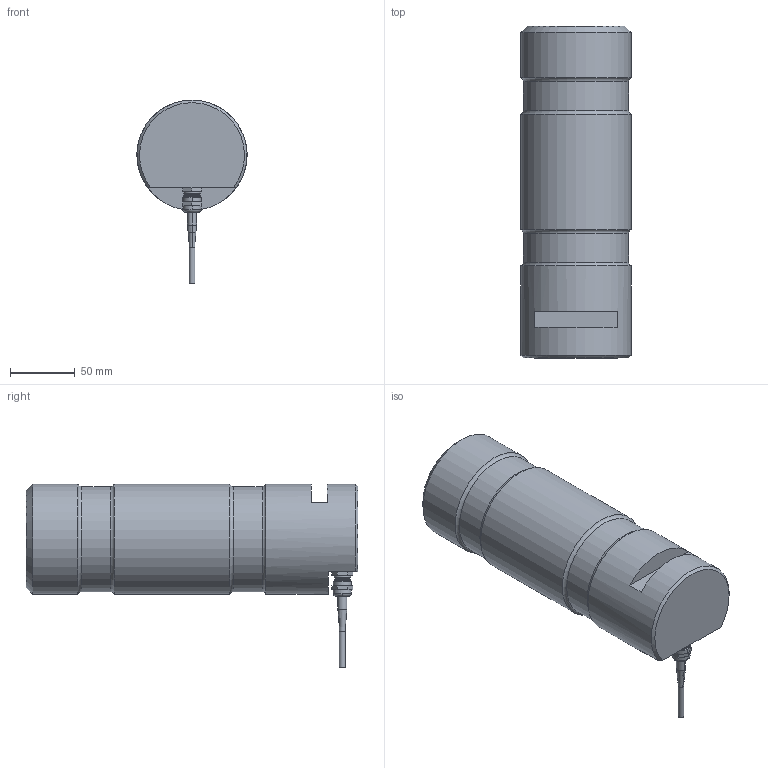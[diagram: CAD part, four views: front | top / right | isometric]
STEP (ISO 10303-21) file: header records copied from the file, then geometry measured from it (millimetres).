
FILE_DESCRIPTION( ( 'Unknown' ), '1' );
FILE_NAME( 'K1661-400kN.stp', 'Unknown', ( 'Unknown' ), ( 'Unknown' ), 'PSStep 17.0.49', 'Unknown', ' ' );
FILE_SCHEMA( ( 'AUTOMOTIVE_DESIGN { 1 0 10303 214 1 1 1 1 }' ) );
Length unit declared in the file: millimetre
Products named in the file (4): Assem1; 1843-001_DOC-00075801; m12x1,5_doc-00010622; kabeldurchmesser4,5_doc-00036217
Assembly tree (3 placements, depth 2):
  Assem1
    1843-001_DOC-00075801
    m12x1,5_doc-00010622
    kabeldurchmesser4,5_doc-00036217
Bounding box: 85 x 256 x 141.9 mm (x, y, z)
Volume: 1398014.5 mm3; surface area: 83075.6 mm2
Topology: 3 solids, 3 shells, 88 faces, 190 edges, 114 vertices
Faces by surface type: plane 40, cylinder 24, cone 18, torus 6
Full cylindrical faces by diameter (mm): 4.5 x1, 81 x2, 85 x3
Entity records: 3814 total; most frequent: CARTESIAN_POINT 1492, ORIENTED_EDGE 352, DIRECTION 226, EDGE_CURVE 176, B_SPLINE_CURVE_WITH_KNOTS 151, VERTEX_POINT 111, AXIS2_PLACEMENT_3D 109, EDGE_LOOP 107
